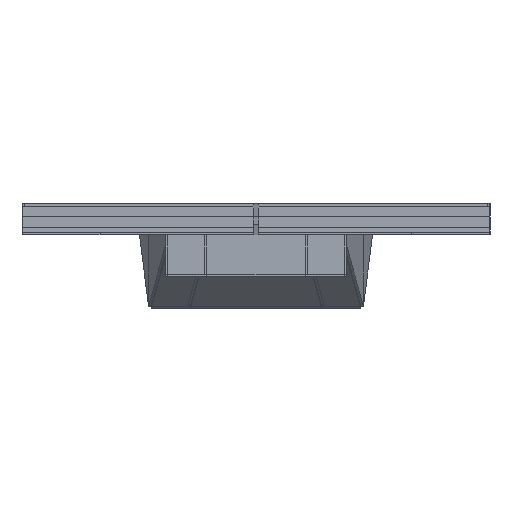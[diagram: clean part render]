
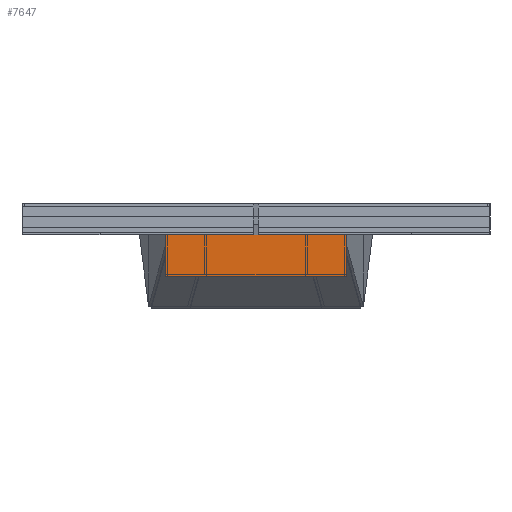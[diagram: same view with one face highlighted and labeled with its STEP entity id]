
A CAD part, left-side view. The second image highlights one B-rep face of the part: STEP entity #7647.
In plain terms, the highlighted planar face has unit normal (-1, 0, 0).
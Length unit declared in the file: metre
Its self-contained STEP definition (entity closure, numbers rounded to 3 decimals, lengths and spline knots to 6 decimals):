
#14=FACE_BOUND('',#737,.T.);
#300=FACE_OUTER_BOUND('',#736,.T.);
#736=EDGE_LOOP('',(#5667,#5668,#5669,#5670,#5671,#5672,#5673,#5674,#5675,
#5676,#5677,#5678,#5679,#5680,#5681,#5682,#5683,#5684,#5685,#5686));
#737=EDGE_LOOP('',(#5687,#5688,#5689,#5690));
#1339=LINE('',#11403,#2376);
#1342=LINE('',#11409,#2379);
#1346=LINE('',#11416,#2383);
#1368=LINE('',#11461,#2405);
#1370=LINE('',#11466,#2407);
#1373=LINE('',#11471,#2410);
#1375=LINE('',#11475,#2412);
#1377=LINE('',#11479,#2414);
#1381=LINE('',#11486,#2418);
#1382=LINE('',#11490,#2419);
#1385=LINE('',#11494,#2422);
#1386=LINE('',#11497,#2423);
#1390=LINE('',#11504,#2427);
#1392=LINE('',#11508,#2429);
#1394=LINE('',#11513,#2431);
#1396=LINE('',#11516,#2433);
#1398=LINE('',#11520,#2435);
#1399=LINE('',#11522,#2436);
#1400=LINE('',#11524,#2437);
#1402=LINE('',#11529,#2439);
#1404=LINE('',#11533,#2441);
#1406=LINE('',#11536,#2443);
#1407=LINE('',#11538,#2444);
#1408=LINE('',#11539,#2445);
#2376=VECTOR('',#8925,0.01);
#2379=VECTOR('',#8930,0.01);
#2383=VECTOR('',#8936,0.01);
#2405=VECTOR('',#8962,0.01);
#2407=VECTOR('',#8966,0.01);
#2410=VECTOR('',#8971,0.01);
#2412=VECTOR('',#8975,0.01);
#2414=VECTOR('',#8979,0.01);
#2418=VECTOR('',#8985,0.01);
#2419=VECTOR('',#8988,0.01);
#2422=VECTOR('',#8993,0.01);
#2423=VECTOR('',#8996,0.01);
#2427=VECTOR('',#9002,0.01);
#2429=VECTOR('',#9006,0.01);
#2431=VECTOR('',#9010,0.01);
#2433=VECTOR('',#9014,0.01);
#2435=VECTOR('',#9018,0.01);
#2436=VECTOR('',#9021,0.01);
#2437=VECTOR('',#9024,0.01);
#2439=VECTOR('',#9028,0.01);
#2441=VECTOR('',#9032,0.01);
#2443=VECTOR('',#9036,0.01);
#2444=VECTOR('',#9039,0.01);
#2445=VECTOR('',#9040,0.01);
#3328=VERTEX_POINT('',#11400);
#3329=VERTEX_POINT('',#11402);
#3331=VERTEX_POINT('',#11408);
#3333=VERTEX_POINT('',#11414);
#3354=VERTEX_POINT('',#11460);
#3355=VERTEX_POINT('',#11464);
#3356=VERTEX_POINT('',#11465);
#3357=VERTEX_POINT('',#11470);
#3358=VERTEX_POINT('',#11474);
#3359=VERTEX_POINT('',#11478);
#3360=VERTEX_POINT('',#11482);
#3361=VERTEX_POINT('',#11484);
#3362=VERTEX_POINT('',#11488);
#3363=VERTEX_POINT('',#11489);
#3364=VERTEX_POINT('',#11496);
#3365=VERTEX_POINT('',#11500);
#3366=VERTEX_POINT('',#11502);
#3367=VERTEX_POINT('',#11506);
#3368=VERTEX_POINT('',#11510);
#3369=VERTEX_POINT('',#11512);
#3370=VERTEX_POINT('',#11518);
#3371=VERTEX_POINT('',#11526);
#3372=VERTEX_POINT('',#11528);
#3373=VERTEX_POINT('',#11532);
#4157=EDGE_CURVE('',#3329,#3328,#1339,.T.);
#4160=EDGE_CURVE('',#3331,#3329,#1342,.T.);
#4164=EDGE_CURVE('',#3328,#3333,#1346,.T.);
#4186=EDGE_CURVE('',#3331,#3354,#1368,.T.);
#4188=EDGE_CURVE('',#3355,#3356,#1370,.T.);
#4191=EDGE_CURVE('',#3357,#3355,#1373,.T.);
#4193=EDGE_CURVE('',#3358,#3357,#1375,.T.);
#4195=EDGE_CURVE('',#3359,#3358,#1377,.T.);
#4199=EDGE_CURVE('',#3361,#3360,#1381,.T.);
#4200=EDGE_CURVE('',#3362,#3363,#1382,.T.);
#4203=EDGE_CURVE('',#3359,#3362,#1385,.T.);
#4204=EDGE_CURVE('',#3363,#3364,#1386,.T.);
#4208=EDGE_CURVE('',#3365,#3366,#1390,.T.);
#4210=EDGE_CURVE('',#3366,#3367,#1392,.T.);
#4212=EDGE_CURVE('',#3368,#3369,#1394,.T.);
#4214=EDGE_CURVE('',#3368,#3360,#1396,.T.);
#4216=EDGE_CURVE('',#3356,#3370,#1398,.T.);
#4217=EDGE_CURVE('',#3365,#3370,#1399,.T.);
#4218=EDGE_CURVE('',#3369,#3361,#1400,.T.);
#4220=EDGE_CURVE('',#3372,#3371,#1402,.T.);
#4222=EDGE_CURVE('',#3373,#3372,#1404,.T.);
#4224=EDGE_CURVE('',#3354,#3371,#1406,.T.);
#4225=EDGE_CURVE('',#3364,#3333,#1407,.T.);
#4226=EDGE_CURVE('',#3373,#3367,#1408,.T.);
#5667=ORIENTED_EDGE('',*,*,#4164,.T.);
#5668=ORIENTED_EDGE('',*,*,#4225,.F.);
#5669=ORIENTED_EDGE('',*,*,#4204,.F.);
#5670=ORIENTED_EDGE('',*,*,#4200,.F.);
#5671=ORIENTED_EDGE('',*,*,#4203,.F.);
#5672=ORIENTED_EDGE('',*,*,#4195,.T.);
#5673=ORIENTED_EDGE('',*,*,#4193,.T.);
#5674=ORIENTED_EDGE('',*,*,#4191,.T.);
#5675=ORIENTED_EDGE('',*,*,#4188,.T.);
#5676=ORIENTED_EDGE('',*,*,#4216,.T.);
#5677=ORIENTED_EDGE('',*,*,#4217,.F.);
#5678=ORIENTED_EDGE('',*,*,#4208,.T.);
#5679=ORIENTED_EDGE('',*,*,#4210,.T.);
#5680=ORIENTED_EDGE('',*,*,#4226,.F.);
#5681=ORIENTED_EDGE('',*,*,#4222,.T.);
#5682=ORIENTED_EDGE('',*,*,#4220,.T.);
#5683=ORIENTED_EDGE('',*,*,#4224,.F.);
#5684=ORIENTED_EDGE('',*,*,#4186,.F.);
#5685=ORIENTED_EDGE('',*,*,#4160,.T.);
#5686=ORIENTED_EDGE('',*,*,#4157,.T.);
#5687=ORIENTED_EDGE('',*,*,#4199,.F.);
#5688=ORIENTED_EDGE('',*,*,#4218,.F.);
#5689=ORIENTED_EDGE('',*,*,#4212,.F.);
#5690=ORIENTED_EDGE('',*,*,#4214,.T.);
#7225=PLANE('',#8126);
#7647=ADVANCED_FACE('',(#300,#14),#7225,.T.);
#8126=AXIS2_PLACEMENT_3D('',#11537,#9037,#9038);
#8925=DIRECTION('',(0.,-1.,0.));
#8930=DIRECTION('',(0.,0.,1.));
#8936=DIRECTION('',(0.,0.,-1.));
#8962=DIRECTION('',(0.,1.,0.));
#8966=DIRECTION('',(0.,0.,-1.));
#8971=DIRECTION('',(0.,-1.,0.));
#8975=DIRECTION('',(0.,0.,1.));
#8979=DIRECTION('',(0.,-1.,0.));
#8985=DIRECTION('',(0.,-1.,0.));
#8988=DIRECTION('',(0.,1.,0.));
#8993=DIRECTION('',(0.,0.,-1.));
#8996=DIRECTION('',(0.,0.,1.));
#9002=DIRECTION('',(0.,1.,0.));
#9006=DIRECTION('',(0.,0.,1.));
#9010=DIRECTION('',(0.,1.,0.));
#9014=DIRECTION('',(0.,0.,-1.));
#9018=DIRECTION('',(0.,-1.,0.));
#9021=DIRECTION('',(0.,0.,-1.));
#9024=DIRECTION('',(0.,0.,-1.));
#9028=DIRECTION('',(0.,1.,0.));
#9032=DIRECTION('',(0.,0.,-1.));
#9036=DIRECTION('',(0.,0.,1.));
#9037=DIRECTION('center_axis',(-1.,0.,0.));
#9038=DIRECTION('ref_axis',(0.,0.,1.));
#9039=DIRECTION('',(0.,1.,0.));
#9040=DIRECTION('',(0.,-1.,0.));
#11400=CARTESIAN_POINT('',(2.74,0.661055,0.44905));
#11402=CARTESIAN_POINT('',(2.74,0.680531,0.44905));
#11403=CARTESIAN_POINT('',(2.74,0.440683,0.44905));
#11408=CARTESIAN_POINT('',(2.74,0.680531,0.43));
#11409=CARTESIAN_POINT('',(2.74,0.680531,0.439525));
#11414=CARTESIAN_POINT('',(2.74,0.661055,0.43));
#11416=CARTESIAN_POINT('',(2.74,0.661055,0.43));
#11460=CARTESIAN_POINT('',(2.74,0.9,0.43));
#11461=CARTESIAN_POINT('',(2.74,0.01,0.43));
#11464=CARTESIAN_POINT('',(2.74,-0.680531,0.44905));
#11465=CARTESIAN_POINT('',(2.74,-0.680531,0.43));
#11466=CARTESIAN_POINT('',(2.74,-0.680531,0.439525));
#11470=CARTESIAN_POINT('',(2.74,-0.661055,0.44905));
#11471=CARTESIAN_POINT('',(2.74,-0.430683,0.44905));
#11474=CARTESIAN_POINT('',(2.74,-0.661055,0.43));
#11475=CARTESIAN_POINT('',(2.74,-0.661055,0.43));
#11478=CARTESIAN_POINT('',(2.74,-0.3497,0.43));
#11479=CARTESIAN_POINT('',(2.74,-0.01,0.43));
#11482=CARTESIAN_POINT('',(2.74,-0.01,0.43));
#11484=CARTESIAN_POINT('',(2.74,0.01,0.43));
#11486=CARTESIAN_POINT('',(2.74,0.3497,0.43));
#11488=CARTESIAN_POINT('',(2.74,-0.3497,0.267613));
#11489=CARTESIAN_POINT('',(2.74,0.3497,0.267613));
#11490=CARTESIAN_POINT('',(2.74,-0.3497,0.267613));
#11494=CARTESIAN_POINT('',(2.74,-0.3497,0.277613));
#11496=CARTESIAN_POINT('',(2.74,0.3497,0.43));
#11497=CARTESIAN_POINT('',(2.74,0.3497,0.267613));
#11500=CARTESIAN_POINT('',(2.74,-0.9,0.49));
#11502=CARTESIAN_POINT('',(2.74,-0.89,0.49));
#11504=CARTESIAN_POINT('',(2.74,-0.455,0.49));
#11506=CARTESIAN_POINT('',(2.74,-0.89,0.55));
#11508=CARTESIAN_POINT('',(2.74,-0.89,0.535));
#11510=CARTESIAN_POINT('',(2.74,-0.01,0.49));
#11512=CARTESIAN_POINT('',(2.74,0.01,0.49));
#11513=CARTESIAN_POINT('',(2.74,-0.01,0.49));
#11516=CARTESIAN_POINT('',(2.74,-0.01,0.55));
#11518=CARTESIAN_POINT('',(2.74,-0.9,0.43));
#11520=CARTESIAN_POINT('',(2.74,-0.01,0.43));
#11522=CARTESIAN_POINT('',(2.74,-0.9,0.55));
#11524=CARTESIAN_POINT('',(2.74,0.01,0.55));
#11526=CARTESIAN_POINT('',(2.74,0.9,0.49));
#11528=CARTESIAN_POINT('',(2.74,0.89,0.49));
#11529=CARTESIAN_POINT('',(2.74,0.455,0.49));
#11532=CARTESIAN_POINT('',(2.74,0.89,0.55));
#11533=CARTESIAN_POINT('',(2.74,0.89,0.475));
#11536=CARTESIAN_POINT('',(2.74,0.9,0.55));
#11537=CARTESIAN_POINT('Origin',(2.74,0.01,0.43));
#11538=CARTESIAN_POINT('',(2.74,0.01,0.43));
#11539=CARTESIAN_POINT('',(2.74,-0.01,0.55));
